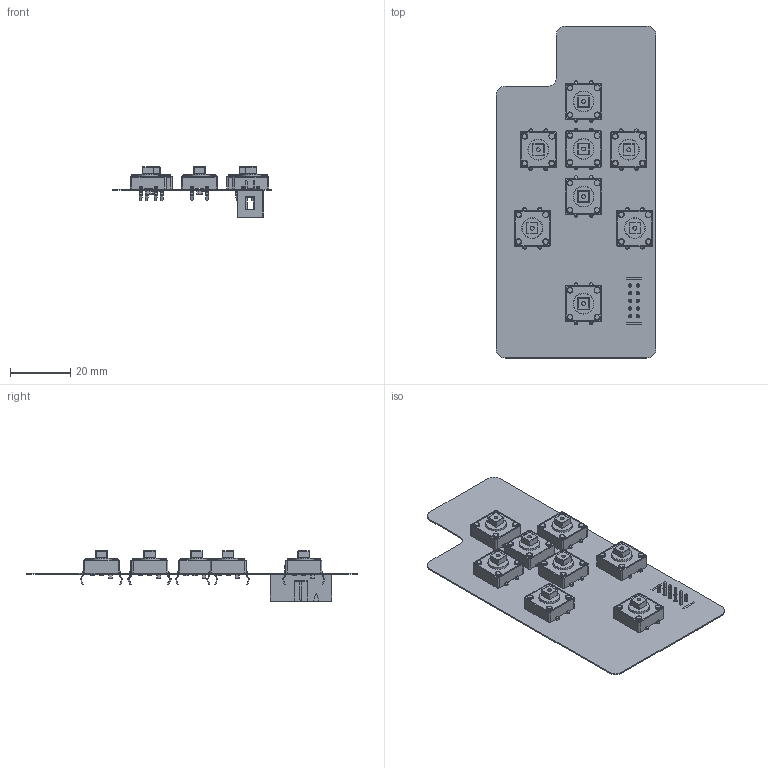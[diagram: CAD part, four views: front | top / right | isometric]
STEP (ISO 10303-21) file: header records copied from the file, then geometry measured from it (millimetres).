
FILE_DESCRIPTION(('Open CASCADE Model'),'2;1');
FILE_NAME('Open CASCADE Shape Model','2024-05-09T18:22:55',('Author'),( 'Open CASCADE'),'Open CASCADE STEP processor 7.5','Open CASCADE 7.5' ,'Unknown');
FILE_SCHEMA(('AUTOMOTIVE_DESIGN { 1 0 10303 214 1 1 1 1 }'));
Length unit declared in the file: millimetre
Products named in the file (51): PCB; Board; Open CASCADE STEP translator 7.5 2.1.1; SW8; Switch_TE_Connectivity_FSM103_eec; body; actuator; shell; terminal; logo; SW7; SW6; SW5; SW4; SW3; SW2; SW1; R16; 5662240112; Extruded; 5662239952; R15; R14; R13; R12; R11; R10; R9; R8; R7; R6; R5; R4; R3; R2; R1; P1; 30310-6002; C8; Cap_AVX_08053C105KAT2A_eec ...
Assembly tree (110 placements, depth 4):
  PCB
    Board
      Open CASCADE STEP translator 7.5 2.1.1
    SW8
      Switch_TE_Connectivity_FSM103_eec
        body
        actuator
        shell
        terminal
        logo
    SW7
      Switch_TE_Connectivity_FSM103_eec
        body
        actuator
        shell
        terminal
        logo
    SW6
      Switch_TE_Connectivity_FSM103_eec
        body
        actuator
        shell
        terminal
        logo
    SW5
      Switch_TE_Connectivity_FSM103_eec
        body
        actuator
        shell
        terminal
        logo
    SW4
      Switch_TE_Connectivity_FSM103_eec
        body
        actuator
        shell
        terminal
        logo
    SW3
      Switch_TE_Connectivity_FSM103_eec
        body
        actuator
        shell
        terminal
        logo
    SW2
      Switch_TE_Connectivity_FSM103_eec
        body
        actuator
        shell
        terminal
        logo
    SW1
      Switch_TE_Connectivity_FSM103_eec
        body
        actuator
        shell
        terminal
        logo
    R16
Bounding box: 53 x 110 x 16.66 mm (x, y, z)
Volume: 8303.7 mm3; surface area: 19901.4 mm2
Topology: 354 solids, 354 shells, 4569 faces, 11059 edges, 7282 vertices
Faces by surface type: plane 3070, cylinder 747, bspline 632, sphere 96, torus 24
Full cylindrical faces by diameter (mm): 0.5 x8, 1.09 x10, 1.29 x8, 1.3 x32, 2 x64, 3 x8, 6.7 x8, 6.9 x8
Entity records: 25133 total; most frequent: CARTESIAN_POINT 4672, DIRECTION 3964, ORIENTED_EDGE 3878, EDGE_CURVE 1939, LINE 1484, VECTOR 1484, VERTEX_POINT 1258, AXIS2_PLACEMENT_3D 1240
